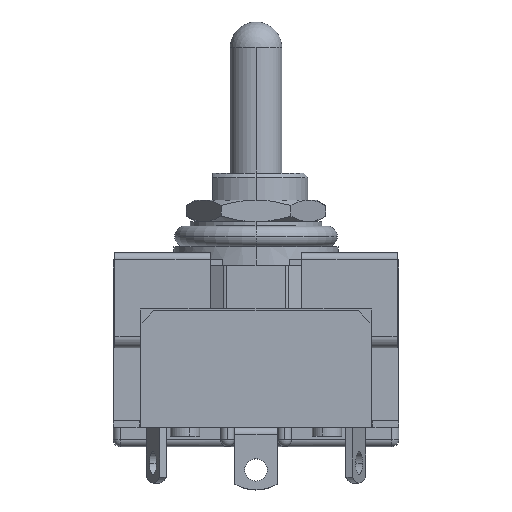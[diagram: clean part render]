
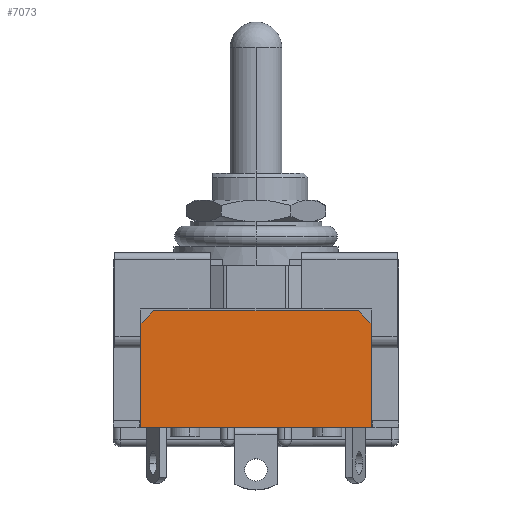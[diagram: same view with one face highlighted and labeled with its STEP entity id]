
A CAD part, top view. The second image highlights one B-rep face of the part: STEP entity #7073.
In plain terms, the highlighted planar face has unit normal (0, 0, 1).
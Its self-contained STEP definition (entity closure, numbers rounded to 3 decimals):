
#24 = ORIENTED_EDGE ( 'NONE', *, *, #7658, .T. ) ;
#331 = FACE_OUTER_BOUND ( 'NONE', #6060, .T. ) ;
#643 = CARTESIAN_POINT ( 'NONE',  ( -13.3, -5., 9.6 ) ) ;
#718 = LINE ( 'NONE', #4681, #2705 ) ;
#777 = CARTESIAN_POINT ( 'NONE',  ( -13.3, -3.5, 9.6 ) ) ;
#844 = DIRECTION ( 'NONE',  ( 0., 1., 0. ) ) ;
#1671 = EDGE_CURVE ( 'NONE', #8045, #10855, #8853, .T. ) ;
#1783 = CARTESIAN_POINT ( 'NONE',  ( -13.3, -17., 9.6 ) ) ;
#1838 = VERTEX_POINT ( 'NONE', #643 ) ;
#1859 = ORIENTED_EDGE ( 'NONE', *, *, #4647, .T. ) ;
#2118 = CARTESIAN_POINT ( 'NONE',  ( -13.3, -17., 9.6 ) ) ;
#2131 = VERTEX_POINT ( 'NONE', #9937 ) ;
#2306 = LINE ( 'NONE', #6980, #4695 ) ;
#2331 = PLANE ( 'NONE',  #9402 ) ;
#2378 = VERTEX_POINT ( 'NONE', #10292 ) ;
#2428 = VECTOR ( 'NONE', #6342, 1000. ) ;
#2558 = VECTOR ( 'NONE', #5983, 1000. ) ;
#2705 = VECTOR ( 'NONE', #5544, 1000. ) ;
#3272 = DIRECTION ( 'NONE',  ( -1., 0., 0. ) ) ;
#3373 = CARTESIAN_POINT ( 'NONE',  ( 13.3, -17., 9.6 ) ) ;
#3380 = VECTOR ( 'NONE', #844, 1000. ) ;
#3991 = CARTESIAN_POINT ( 'NONE',  ( -13.3, -3.5, 9.6 ) ) ;
#4142 = VECTOR ( 'NONE', #7096, 1000. ) ;
#4147 = EDGE_CURVE ( 'NONE', #10855, #6974, #5628, .T. ) ;
#4339 = DIRECTION ( 'NONE',  ( -0.707, -0.707, 0. ) ) ;
#4590 = CARTESIAN_POINT ( 'NONE',  ( -13.3, -17., 9.6 ) ) ;
#4647 = EDGE_CURVE ( 'NONE', #2131, #1838, #2306, .T. ) ;
#4681 = CARTESIAN_POINT ( 'NONE',  ( 11.8, -3.5, 9.6 ) ) ;
#4695 = VECTOR ( 'NONE', #4339, 1000. ) ;
#4805 = LINE ( 'NONE', #777, #2558 ) ;
#5335 = EDGE_CURVE ( 'NONE', #6974, #2378, #718, .T. ) ;
#5544 = DIRECTION ( 'NONE',  ( -0.707, 0.707, 0. ) ) ;
#5628 = LINE ( 'NONE', #5854, #3380 ) ;
#5784 = CARTESIAN_POINT ( 'NONE',  ( 13.3, -5., 9.6 ) ) ;
#5795 = EDGE_CURVE ( 'NONE', #2378, #2131, #4805, .T. ) ;
#5854 = CARTESIAN_POINT ( 'NONE',  ( 13.3, -17., 9.6 ) ) ;
#5983 = DIRECTION ( 'NONE',  ( -1., 0., 0. ) ) ;
#6060 = EDGE_LOOP ( 'NONE', ( #9112, #7099, #8671, #1859, #24, #6415 ) ) ;
#6342 = DIRECTION ( 'NONE',  ( 0., -1., 0. ) ) ;
#6415 = ORIENTED_EDGE ( 'NONE', *, *, #1671, .T. ) ;
#6974 = VERTEX_POINT ( 'NONE', #5784 ) ;
#6980 = CARTESIAN_POINT ( 'NONE',  ( -13.3, -5., 9.6 ) ) ;
#7073 = ADVANCED_FACE ( 'NONE', ( #331 ), #2331, .F. ) ;
#7096 = DIRECTION ( 'NONE',  ( 1., 0., 0. ) ) ;
#7099 = ORIENTED_EDGE ( 'NONE', *, *, #5335, .T. ) ;
#7658 = EDGE_CURVE ( 'NONE', #1838, #8045, #8749, .T. ) ;
#8045 = VERTEX_POINT ( 'NONE', #1783 ) ;
#8671 = ORIENTED_EDGE ( 'NONE', *, *, #5795, .T. ) ;
#8749 = LINE ( 'NONE', #2118, #2428 ) ;
#8853 = LINE ( 'NONE', #4590, #4142 ) ;
#9047 = DIRECTION ( 'NONE',  ( 0., 0., -1. ) ) ;
#9112 = ORIENTED_EDGE ( 'NONE', *, *, #4147, .T. ) ;
#9402 = AXIS2_PLACEMENT_3D ( 'NONE', #3991, #9047, #3272 ) ;
#9937 = CARTESIAN_POINT ( 'NONE',  ( -11.8, -3.5, 9.6 ) ) ;
#10292 = CARTESIAN_POINT ( 'NONE',  ( 11.8, -3.5, 9.6 ) ) ;
#10855 = VERTEX_POINT ( 'NONE', #3373 ) ;
